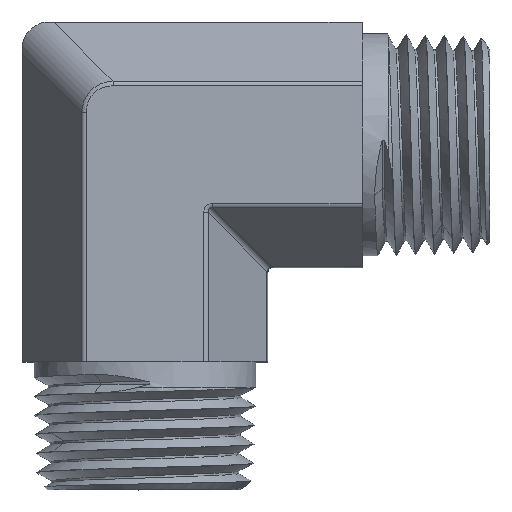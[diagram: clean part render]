
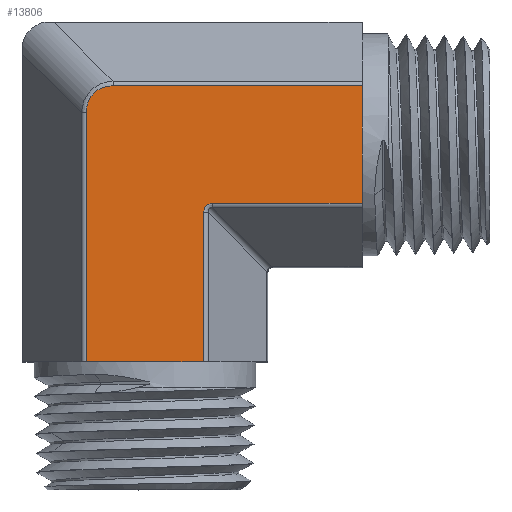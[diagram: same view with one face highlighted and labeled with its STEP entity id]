
A CAD part, top view. The second image highlights one B-rep face of the part: STEP entity #13806.
In plain terms, the highlighted planar face has unit normal (0, 0, 1).
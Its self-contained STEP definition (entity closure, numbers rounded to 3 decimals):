
#222=DIRECTION('',(0.,-1.,0.));
#223=VECTOR('',#222,2.88);
#224=CARTESIAN_POINT('',(20.9,-2.778,10.3));
#225=LINE('',#224,#223);
#237=DIRECTION('',(0.,-1.,0.));
#238=VECTOR('',#237,2.88);
#239=CARTESIAN_POINT('',(20.9,5.658,10.3));
#240=LINE('',#239,#238);
#7202=DIRECTION('',(-1.,0.,0.));
#7203=VECTOR('',#7202,2.88);
#7204=CARTESIAN_POINT('',(-2.778,-20.9,10.3));
#7205=LINE('',#7204,#7203);
#7217=DIRECTION('',(-1.,0.,0.));
#7218=VECTOR('',#7217,2.88);
#7219=CARTESIAN_POINT('',(5.658,-20.9,10.3));
#7220=LINE('',#7219,#7218);
#7617=DIRECTION('',(0.,-1.,0.));
#7618=VECTOR('',#7617,5.556);
#7619=CARTESIAN_POINT('',(20.9,2.778,10.3));
#7620=LINE('',#7619,#7618);
#7624=DIRECTION('',(-1.,0.,0.));
#7625=VECTOR('',#7624,14.376);
#7626=CARTESIAN_POINT('',(20.9,-5.658,10.3));
#7627=LINE('',#7626,#7625);
#7631=CARTESIAN_POINT('',(5.658,-6.524,10.3));
#7632=CARTESIAN_POINT('',(5.658,-6.495,10.3));
#7633=CARTESIAN_POINT('',(5.66,-6.438,10.3));
#7634=CARTESIAN_POINT('',(5.671,-6.356,10.3));
#7635=CARTESIAN_POINT('',(5.687,-6.278,10.3));
#7636=CARTESIAN_POINT('',(5.709,-6.205,10.3));
#7637=CARTESIAN_POINT('',(5.736,-6.138,10.3));
#7638=CARTESIAN_POINT('',(5.767,-6.076,10.3));
#7639=CARTESIAN_POINT('',(5.801,-6.02,10.3));
#7640=CARTESIAN_POINT('',(5.838,-5.968,10.3));
#7641=CARTESIAN_POINT('',(5.878,-5.921,10.3));
#7642=CARTESIAN_POINT('',(5.922,-5.878,10.3));
#7643=CARTESIAN_POINT('',(5.969,-5.838,10.3));
#7644=CARTESIAN_POINT('',(6.02,-5.8,10.3));
#7645=CARTESIAN_POINT('',(6.076,-5.766,10.3));
#7646=CARTESIAN_POINT('',(6.138,-5.736,10.3));
#7647=CARTESIAN_POINT('',(6.205,-5.709,10.3));
#7648=CARTESIAN_POINT('',(6.278,-5.687,10.3));
#7649=CARTESIAN_POINT('',(6.356,-5.671,10.3));
#7650=CARTESIAN_POINT('',(6.438,-5.66,10.3));
#7651=CARTESIAN_POINT('',(6.495,-5.658,10.3));
#7652=CARTESIAN_POINT('',(6.524,-5.658,10.3));
#7657=DIRECTION('',(0.,1.,0.));
#7658=VECTOR('',#7657,14.376);
#7659=CARTESIAN_POINT('',(5.658,-20.9,10.3));
#7660=LINE('',#7659,#7658);
#7664=DIRECTION('',(1.,0.,0.));
#7665=VECTOR('',#7664,5.556);
#7666=CARTESIAN_POINT('',(-2.778,-20.9,10.3));
#7667=LINE('',#7666,#7665);
#7671=DIRECTION('',(0.,1.,0.));
#7672=VECTOR('',#7671,23.96);
#7673=CARTESIAN_POINT('',(-5.658,-20.9,10.3));
#7674=LINE('',#7673,#7672);
#7678=CARTESIAN_POINT('',(-3.06,5.658,10.3));
#7679=CARTESIAN_POINT('',(-3.129,5.658,10.3));
#7680=CARTESIAN_POINT('',(-3.264,5.654,10.3));
#7681=CARTESIAN_POINT('',(-3.459,5.635,10.3));
#7682=CARTESIAN_POINT('',(-3.648,5.604,10.3));
#7683=CARTESIAN_POINT('',(-3.829,5.562,10.3));
#7684=CARTESIAN_POINT('',(-4.002,5.509,10.3));
#7685=CARTESIAN_POINT('',(-4.168,5.446,10.3));
#7686=CARTESIAN_POINT('',(-4.326,5.373,10.3));
#7687=CARTESIAN_POINT('',(-4.475,5.291,10.3));
#7688=CARTESIAN_POINT('',(-4.617,5.199,10.3));
#7689=CARTESIAN_POINT('',(-4.75,5.099,10.3));
#7690=CARTESIAN_POINT('',(-4.875,4.991,10.3));
#7691=CARTESIAN_POINT('',(-4.991,4.875,10.3));
#7692=CARTESIAN_POINT('',(-5.099,4.75,10.3));
#7693=CARTESIAN_POINT('',(-5.199,4.617,10.3));
#7694=CARTESIAN_POINT('',(-5.291,4.475,10.3));
#7695=CARTESIAN_POINT('',(-5.373,4.326,10.3));
#7696=CARTESIAN_POINT('',(-5.446,4.168,10.3));
#7697=CARTESIAN_POINT('',(-5.509,4.002,10.3));
#7698=CARTESIAN_POINT('',(-5.562,3.829,10.3));
#7699=CARTESIAN_POINT('',(-5.604,3.648,10.3));
#7700=CARTESIAN_POINT('',(-5.635,3.459,10.3));
#7701=CARTESIAN_POINT('',(-5.654,3.264,10.3));
#7702=CARTESIAN_POINT('',(-5.658,3.129,10.3));
#7703=CARTESIAN_POINT('',(-5.658,3.06,10.3));
#7708=DIRECTION('',(1.,0.,0.));
#7709=VECTOR('',#7708,23.96);
#7710=CARTESIAN_POINT('',(-3.06,5.658,10.3));
#7711=LINE('',#7710,#7709);
#8382=CARTESIAN_POINT('',(5.658,-20.9,10.3));
#8383=CARTESIAN_POINT('',(5.658,-6.524,10.3));
#8384=VERTEX_POINT('',#8382);
#8385=VERTEX_POINT('',#8383);
#8388=CARTESIAN_POINT('',(20.9,-5.658,10.3));
#8389=CARTESIAN_POINT('',(6.524,-5.658,10.3));
#8390=VERTEX_POINT('',#8388);
#8391=VERTEX_POINT('',#8389);
#8421=CARTESIAN_POINT('',(-5.658,-20.9,10.3));
#8422=CARTESIAN_POINT('',(-5.658,3.06,10.3));
#8423=VERTEX_POINT('',#8421);
#8424=VERTEX_POINT('',#8422);
#8437=CARTESIAN_POINT('',(-3.06,5.658,10.3));
#8438=CARTESIAN_POINT('',(20.9,5.658,10.3));
#8439=VERTEX_POINT('',#8437);
#8440=VERTEX_POINT('',#8438);
#8455=CARTESIAN_POINT('',(-2.778,-20.9,10.3));
#8456=CARTESIAN_POINT('',(2.778,-20.9,10.3));
#8457=VERTEX_POINT('',#8455);
#8458=VERTEX_POINT('',#8456);
#8523=CARTESIAN_POINT('',(20.9,-2.778,10.3));
#8524=CARTESIAN_POINT('',(20.9,2.778,10.3));
#8525=VERTEX_POINT('',#8523);
#8526=VERTEX_POINT('',#8524);
#13782=CARTESIAN_POINT('',(0.,5.947,10.3));
#13783=DIRECTION('',(0.,0.,1.));
#13784=DIRECTION('',(0.,-1.,0.));
#13785=AXIS2_PLACEMENT_3D('',#13782,#13783,#13784);
#13786=PLANE('',#13785);
#13787=ORIENTED_EDGE('',*,*,#13500,.T.);
#13788=ORIENTED_EDGE('',*,*,#8659,.T.);
#13790=ORIENTED_EDGE('',*,*,#13789,.T.);
#13792=ORIENTED_EDGE('',*,*,#13791,.F.);
#13793=ORIENTED_EDGE('',*,*,#13773,.F.);
#13794=ORIENTED_EDGE('',*,*,#13318,.T.);
#13795=ORIENTED_EDGE('',*,*,#13407,.F.);
#13796=ORIENTED_EDGE('',*,*,#13307,.T.);
#13798=ORIENTED_EDGE('',*,*,#13797,.T.);
#13800=ORIENTED_EDGE('',*,*,#13799,.F.);
#13802=ORIENTED_EDGE('',*,*,#13801,.T.);
#13803=ORIENTED_EDGE('',*,*,#8671,.T.);
#13804=EDGE_LOOP('',(#13787,#13788,#13790,#13792,#13793,#13794,#13795,#13796,
#13798,#13800,#13802,#13803));
#13805=FACE_OUTER_BOUND('',#13804,.F.);
#7653=B_SPLINE_CURVE_WITH_KNOTS('',3,(#7631,#7632,#7633,#7634,#7635,#7636,#7637,
#7638,#7639,#7640,#7641,#7642,#7643,#7644,#7645,#7646,#7647,#7648,#7649,#7650,
#7651,#7652),.UNSPECIFIED.,.F.,.F.,(4,1,1,1,1,1,1,1,1,1,1,1,1,1,1,1,1,1,1,4),(
0.,0.053,0.105,0.158,0.211,
0.263,0.316,0.368,0.421,
0.474,0.526,0.579,0.632,
0.684,0.737,0.789,0.842,
0.895,0.947,1.),.UNSPECIFIED.);
#7704=B_SPLINE_CURVE_WITH_KNOTS('',3,(#7678,#7679,#7680,#7681,#7682,#7683,#7684,
#7685,#7686,#7687,#7688,#7689,#7690,#7691,#7692,#7693,#7694,#7695,#7696,#7697,
#7698,#7699,#7700,#7701,#7702,#7703),.UNSPECIFIED.,.F.,.F.,(4,1,1,1,1,1,1,1,1,1,
1,1,1,1,1,1,1,1,1,1,1,1,1,4),(0.,0.043,0.087,
0.13,0.174,0.217,0.261,
0.304,0.348,0.391,0.435,
0.478,0.522,0.565,0.609,
0.652,0.696,0.739,0.783,
0.826,0.87,0.913,0.957,1.),
.UNSPECIFIED.);
#8659=EDGE_CURVE('',#8525,#8390,#225,.T.);
#8671=EDGE_CURVE('',#8440,#8526,#240,.T.);
#13307=EDGE_CURVE('',#8457,#8423,#7205,.T.);
#13318=EDGE_CURVE('',#8384,#8458,#7220,.T.);
#13407=EDGE_CURVE('',#8457,#8458,#7667,.T.);
#13500=EDGE_CURVE('',#8526,#8525,#7620,.T.);
#13773=EDGE_CURVE('',#8384,#8385,#7660,.T.);
#13789=EDGE_CURVE('',#8390,#8391,#7627,.T.);
#13791=EDGE_CURVE('',#8385,#8391,#7653,.T.);
#13797=EDGE_CURVE('',#8423,#8424,#7674,.T.);
#13799=EDGE_CURVE('',#8439,#8424,#7704,.T.);
#13801=EDGE_CURVE('',#8439,#8440,#7711,.T.);
#13806=ADVANCED_FACE('',(#13805),#13786,.T.);
